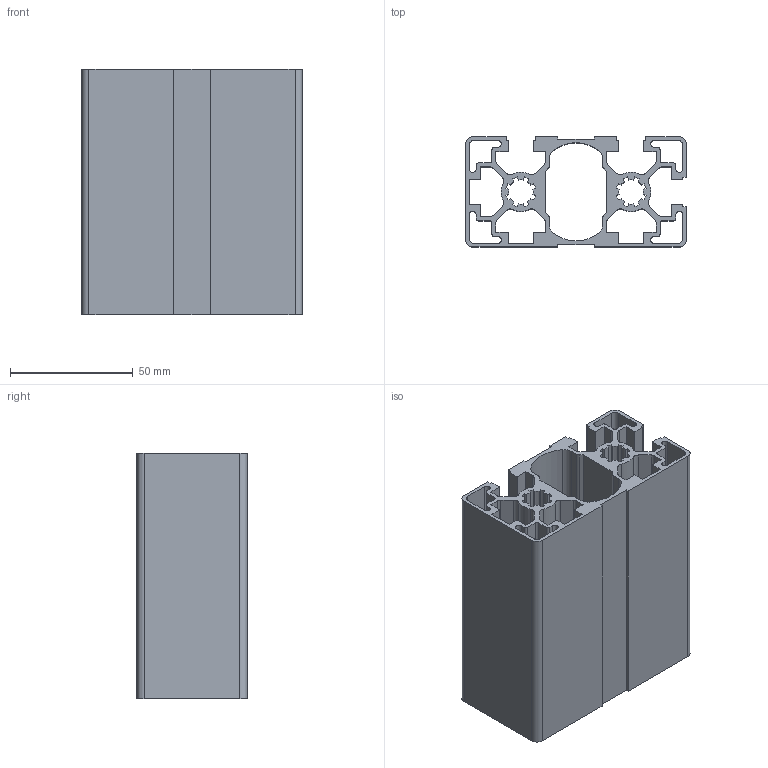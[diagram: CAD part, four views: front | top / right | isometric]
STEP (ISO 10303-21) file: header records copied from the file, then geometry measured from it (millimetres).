
FILE_DESCRIPTION(/* description */ ('Profil 45x90 lehký - tři drážky'),/* implementation_level */ '2;1');
FILE_NAME(/* name */ '164593L.stp',/* time_stamp */ '2023-09-18T16:32:25+02:00',/* author */ ('Machotka'),/* organization */ ('Alutec K&K'),/* preprocessor_version */ 'ST-DEVELOPER v18.1',/* originating_system */ 'Autodesk Inventor 2021',/* authorisation */ '');
FILE_SCHEMA (('AUTOMOTIVE_DESIGN { 1 0 10303 214 3 1 1 }'));
Length unit declared in the file: millimetre
Products named in the file (1): 164593L
Bounding box: 90 x 45 x 100 mm (x, y, z)
Volume: 121896.4 mm3; surface area: 102352 mm2
Topology: 1 solids, 1 shells, 246 faces, 732 edges, 488 vertices
Faces by surface type: plane 146, cylinder 100
Entity records: 8357 total; most frequent: CARTESIAN_POINT 1467, ORIENTED_EDGE 1464, DIRECTION 1426, EDGE_CURVE 732, LINE 532, VECTOR 532, VERTEX_POINT 488, AXIS2_PLACEMENT_3D 447
